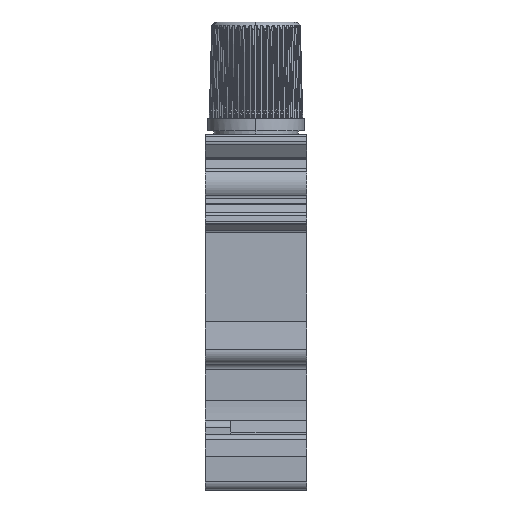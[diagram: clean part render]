
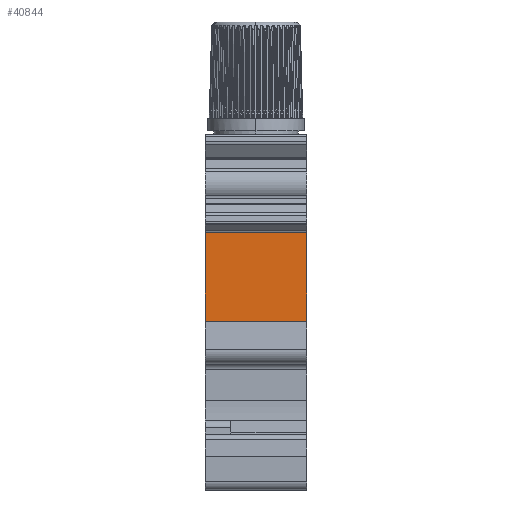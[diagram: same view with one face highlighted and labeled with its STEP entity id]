
A CAD part, left-side view. The second image highlights one B-rep face of the part: STEP entity #40844.
In plain terms, the highlighted planar face has unit normal (-1, 0, 0).
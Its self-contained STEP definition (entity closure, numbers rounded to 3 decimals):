
#1000 = ORIENTED_EDGE ( 'NONE', *, *, #35510, .F. ) ;
#2152 = LINE ( 'NONE', #37849, #28096 ) ;
#2370 = FACE_OUTER_BOUND ( 'NONE', #26863, .T. ) ;
#3519 = PLANE ( 'NONE',  #50476 ) ;
#7427 = CARTESIAN_POINT ( 'NONE',  ( -47.05, 0., 12.771 ) ) ;
#7555 = CARTESIAN_POINT ( 'NONE',  ( -47.05, 12., 12.771 ) ) ;
#8809 = VECTOR ( 'NONE', #40141, 1000. ) ;
#10600 = VERTEX_POINT ( 'NONE', #22413 ) ;
#11412 = EDGE_CURVE ( 'NONE', #27778, #32633, #44854, .T. ) ;
#11848 = LINE ( 'NONE', #7427, #8809 ) ;
#13340 = VERTEX_POINT ( 'NONE', #15242 ) ;
#13913 = DIRECTION ( 'NONE',  ( 0., 0., 1. ) ) ;
#15242 = CARTESIAN_POINT ( 'NONE',  ( -47.05, 0., 23.288 ) ) ;
#16075 = VECTOR ( 'NONE', #13913, 1000. ) ;
#22226 = ORIENTED_EDGE ( 'NONE', *, *, #46027, .T. ) ;
#22413 = CARTESIAN_POINT ( 'NONE',  ( -47.05, 0., 12.771 ) ) ;
#22885 = CARTESIAN_POINT ( 'NONE',  ( -47.05, 12., 12.771 ) ) ;
#25284 = LINE ( 'NONE', #7555, #38444 ) ;
#25386 = DIRECTION ( 'NONE',  ( 0., -1., 0. ) ) ;
#26416 = EDGE_CURVE ( 'NONE', #27778, #10600, #25284, .T. ) ;
#26863 = EDGE_LOOP ( 'NONE', ( #22226, #1000, #53744, #39186 ) ) ;
#27778 = VERTEX_POINT ( 'NONE', #22885 ) ;
#28096 = VECTOR ( 'NONE', #46636, 1000. ) ;
#32633 = VERTEX_POINT ( 'NONE', #37330 ) ;
#35510 = EDGE_CURVE ( 'NONE', #32633, #13340, #2152, .T. ) ;
#37330 = CARTESIAN_POINT ( 'NONE',  ( -47.05, 12., 23.288 ) ) ;
#37849 = CARTESIAN_POINT ( 'NONE',  ( -47.05, 12., 23.288 ) ) ;
#38444 = VECTOR ( 'NONE', #57602, 1000. ) ;
#39186 = ORIENTED_EDGE ( 'NONE', *, *, #26416, .T. ) ;
#40141 = DIRECTION ( 'NONE',  ( 0., 0., 1. ) ) ;
#40751 = CARTESIAN_POINT ( 'NONE',  ( -47.05, 12., 12.771 ) ) ;
#40844 = ADVANCED_FACE ( 'NONE', ( #2370 ), #3519, .F. ) ;
#44854 = LINE ( 'NONE', #40751, #16075 ) ;
#46027 = EDGE_CURVE ( 'NONE', #10600, #13340, #11848, .T. ) ;
#46636 = DIRECTION ( 'NONE',  ( 0., -1., 0. ) ) ;
#47145 = CARTESIAN_POINT ( 'NONE',  ( -47.05, 12., 12.771 ) ) ;
#48316 = DIRECTION ( 'NONE',  ( 1., 0., 0. ) ) ;
#50476 = AXIS2_PLACEMENT_3D ( 'NONE', #47145, #48316, #25386 ) ;
#53744 = ORIENTED_EDGE ( 'NONE', *, *, #11412, .F. ) ;
#57602 = DIRECTION ( 'NONE',  ( 0., -1., 0. ) ) ;
